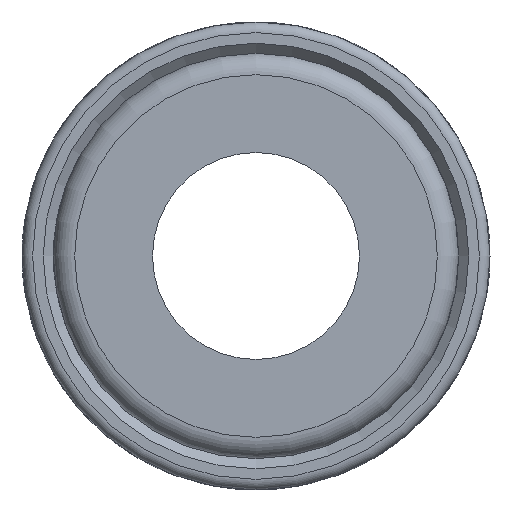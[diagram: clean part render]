
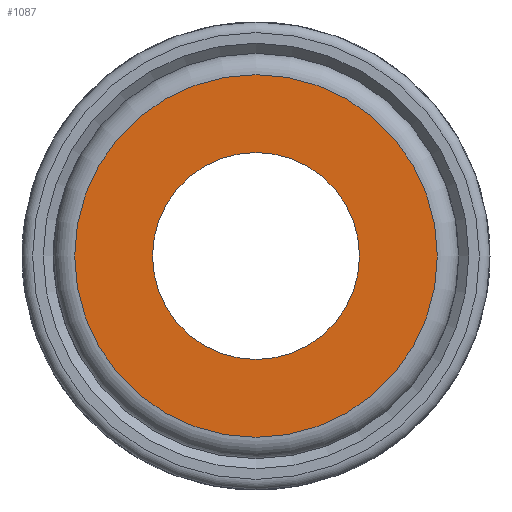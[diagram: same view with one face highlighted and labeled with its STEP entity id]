
A CAD part, left-side view. The second image highlights one B-rep face of the part: STEP entity #1087.
In plain terms, the highlighted planar face has unit normal (-1, 0, 0).
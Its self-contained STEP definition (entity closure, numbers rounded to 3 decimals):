
#53=FACE_BOUND('',#141,.T.);
#80=FACE_OUTER_BOUND('',#140,.T.);
#140=EDGE_LOOP('',(#731,#732));
#141=EDGE_LOOP('',(#733));
#346=CIRCLE('',#1175,4.864);
#347=CIRCLE('',#1177,8.525);
#348=CIRCLE('',#1178,8.525);
#432=VERTEX_POINT('',#1712);
#433=VERTEX_POINT('',#1716);
#434=VERTEX_POINT('',#1717);
#556=EDGE_CURVE('',#432,#432,#346,.T.);
#557=EDGE_CURVE('',#433,#434,#347,.T.);
#558=EDGE_CURVE('',#434,#433,#348,.T.);
#731=ORIENTED_EDGE('',*,*,#557,.F.);
#732=ORIENTED_EDGE('',*,*,#558,.F.);
#733=ORIENTED_EDGE('',*,*,#556,.T.);
#1053=PLANE('',#1176);
#1087=ADVANCED_FACE('',(#80,#53),#1053,.T.);
#1175=AXIS2_PLACEMENT_3D('',#1714,#1349,#1350);
#1176=AXIS2_PLACEMENT_3D('',#1715,#1351,#1352);
#1177=AXIS2_PLACEMENT_3D('',#1718,#1353,#1354);
#1178=AXIS2_PLACEMENT_3D('',#1719,#1355,#1356);
#1349=DIRECTION('center_axis',(1.,0.,0.));
#1350=DIRECTION('ref_axis',(0.,0.,-1.));
#1351=DIRECTION('center_axis',(-1.,0.,0.));
#1352=DIRECTION('ref_axis',(0.,0.,1.));
#1353=DIRECTION('center_axis',(1.,0.,0.));
#1354=DIRECTION('ref_axis',(0.,0.,-1.));
#1355=DIRECTION('center_axis',(1.,0.,0.));
#1356=DIRECTION('ref_axis',(0.,0.,-1.));
#1712=CARTESIAN_POINT('',(-150.56,0.,4.864));
#1714=CARTESIAN_POINT('Origin',(-150.56,0.,0.));
#1715=CARTESIAN_POINT('Origin',(-150.56,8.525,0.));
#1716=CARTESIAN_POINT('',(-150.56,8.525,0.));
#1717=CARTESIAN_POINT('',(-150.56,0.,8.525));
#1718=CARTESIAN_POINT('Origin',(-150.56,0.,0.));
#1719=CARTESIAN_POINT('Origin',(-150.56,0.,0.));
